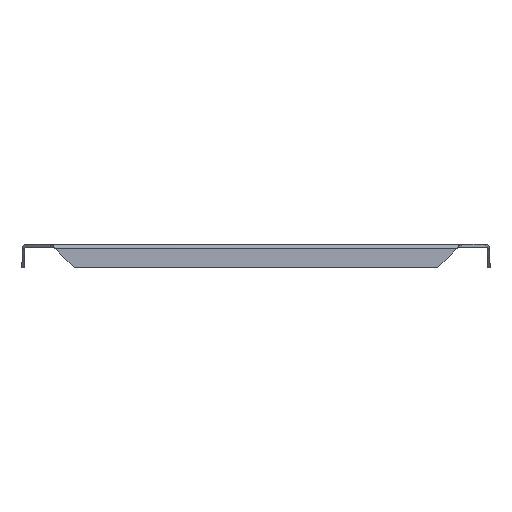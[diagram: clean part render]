
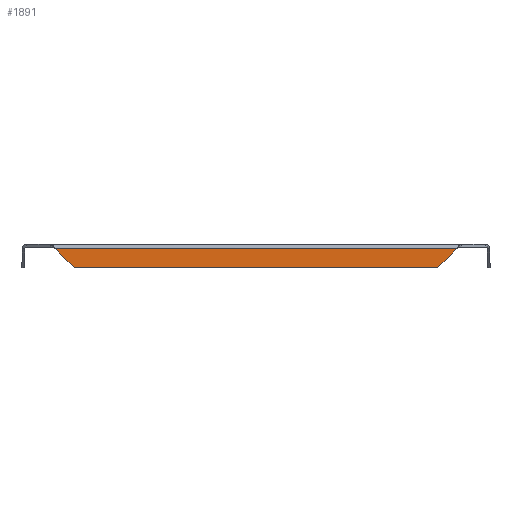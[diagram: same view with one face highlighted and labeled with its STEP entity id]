
A CAD part, front view. The second image highlights one B-rep face of the part: STEP entity #1891.
In plain terms, the highlighted planar face has unit normal (0, -1, 0).
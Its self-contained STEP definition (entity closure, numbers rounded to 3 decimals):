
#170 = EDGE_LOOP ( 'NONE', ( #2084, #957, #293, #1526 ) ) ;
#220 = CARTESIAN_POINT ( 'NONE',  ( 0., 0., 0. ) ) ;
#225 = DIRECTION ( 'NONE',  ( -1., 0., 0. ) ) ;
#286 = VERTEX_POINT ( 'NONE', #2322 ) ;
#293 = ORIENTED_EDGE ( 'NONE', *, *, #1032, .F. ) ;
#295 = CARTESIAN_POINT ( 'NONE',  ( 28.9, 0., -12.9 ) ) ;
#334 = LINE ( 'NONE', #688, #476 ) ;
#387 = DIRECTION ( 'NONE',  ( -0.707, 0., -0.707 ) ) ;
#395 = DIRECTION ( 'NONE',  ( -0.707, 0., 0.707 ) ) ;
#413 = CARTESIAN_POINT ( 'NONE',  ( 240.5, 0., -2.5 ) ) ;
#427 = CARTESIAN_POINT ( 'NONE',  ( 269.649, 0., 26.649 ) ) ;
#428 = FACE_OUTER_BOUND ( 'NONE', #170, .T. ) ;
#476 = VECTOR ( 'NONE', #395, 1000. ) ;
#688 = CARTESIAN_POINT ( 'NONE',  ( -10.649, 0., 26.649 ) ) ;
#702 = VECTOR ( 'NONE', #225, 1000. ) ;
#759 = LINE ( 'NONE', #1469, #702 ) ;
#813 = EDGE_CURVE ( 'NONE', #857, #1270, #1326, .T. ) ;
#857 = VERTEX_POINT ( 'NONE', #1358 ) ;
#957 = ORIENTED_EDGE ( 'NONE', *, *, #813, .F. ) ;
#1032 = EDGE_CURVE ( 'NONE', #1477, #857, #334, .T. ) ;
#1141 = LINE ( 'NONE', #427, #1544 ) ;
#1164 = EDGE_CURVE ( 'NONE', #286, #1477, #759, .T. ) ;
#1270 = VERTEX_POINT ( 'NONE', #413 ) ;
#1310 = EDGE_CURVE ( 'NONE', #1270, #286, #1141, .T. ) ;
#1326 = LINE ( 'NONE', #2031, #2184 ) ;
#1358 = CARTESIAN_POINT ( 'NONE',  ( 18.5, 0., -2.5 ) ) ;
#1469 = CARTESIAN_POINT ( 'NONE',  ( 259., 0., -12.9 ) ) ;
#1477 = VERTEX_POINT ( 'NONE', #295 ) ;
#1512 = DIRECTION ( 'NONE',  ( 1., 0., 0. ) ) ;
#1526 = ORIENTED_EDGE ( 'NONE', *, *, #1164, .F. ) ;
#1544 = VECTOR ( 'NONE', #387, 1000. ) ;
#1545 = AXIS2_PLACEMENT_3D ( 'NONE', #220, #1865, #2166 ) ;
#1674 = PLANE ( 'NONE',  #1545 ) ;
#1865 = DIRECTION ( 'NONE',  ( 0., 1., 0. ) ) ;
#1891 = ADVANCED_FACE ( 'NONE', ( #428 ), #1674, .F. ) ;
#2031 = CARTESIAN_POINT ( 'NONE',  ( 259., 0., -2.5 ) ) ;
#2084 = ORIENTED_EDGE ( 'NONE', *, *, #1310, .F. ) ;
#2166 = DIRECTION ( 'NONE',  ( 0., 0., 1. ) ) ;
#2184 = VECTOR ( 'NONE', #1512, 1000. ) ;
#2322 = CARTESIAN_POINT ( 'NONE',  ( 230.1, 0., -12.9 ) ) ;
